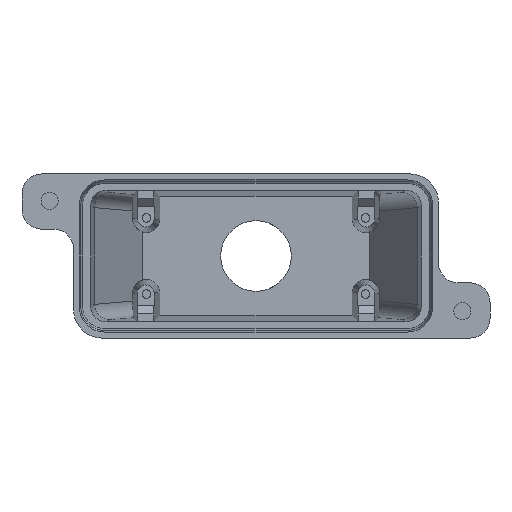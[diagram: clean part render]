
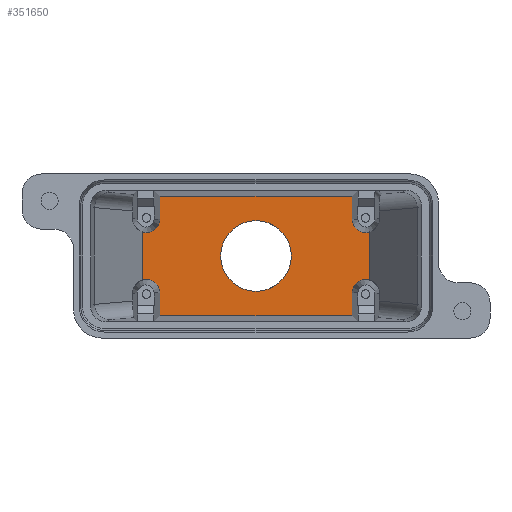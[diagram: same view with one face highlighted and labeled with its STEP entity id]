
A CAD part, front view. The second image highlights one B-rep face of the part: STEP entity #351650.
In plain terms, the highlighted planar face has unit normal (0, -1, 0).
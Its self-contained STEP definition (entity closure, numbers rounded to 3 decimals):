
#340610=CARTESIAN_POINT('',(-57.141,99.294,
-8.1));
#340620=VERTEX_POINT('',#340610);
#340650=CARTESIAN_POINT('',(-126.,99.294,-8.1));
#340660=DIRECTION('',(1.,0.,0.));
#340670=VECTOR('',#340660,1.);
#340680=LINE('',#340650,#340670);
#340690=CARTESIAN_POINT('',(10.911,99.294,-8.1
));
#340700=VERTEX_POINT('',#340690);
#340710=EDGE_CURVE('',#340620,#340700,#340680,.T.);
#342490=CARTESIAN_POINT('',(10.911,99.294,39.));
#342500=DIRECTION('',(0.,0.,1.));
#342510=VECTOR('',#342500,1.);
#342520=LINE('',#342490,#342510);
#342530=CARTESIAN_POINT('',(10.911,99.294,
0.05));
#342540=VERTEX_POINT('',#342530);
#342550=EDGE_CURVE('',#340700,#342540,#342520,.T.);
#342910=CARTESIAN_POINT('',(15.88,99.294,
-0.255));
#342920=DIRECTION('',(0.,1.,0.));
#342930=DIRECTION('',(1.,0.,0.));
#342940=AXIS2_PLACEMENT_3D('',#342910,#342920,#342930);
#342950=CIRCLE('',#342940,4.978);
#342960=CARTESIAN_POINT('',(17.059,99.294,4.582)
);
#342970=VERTEX_POINT('',#342960);
#342980=EDGE_CURVE('',#342540,#342970,#342950,.T.);
#343250=CARTESIAN_POINT('',(17.059,99.294,39.));
#343260=DIRECTION('',(0.,0.,1.));
#343270=VECTOR('',#343260,1.);
#343280=LINE('',#343250,#343270);
#343290=CARTESIAN_POINT('',(17.059,99.294,21.418)
);
#343300=VERTEX_POINT('',#343290);
#343310=EDGE_CURVE('',#342970,#343300,#343280,.T.);
#344770=CARTESIAN_POINT('',(10.911,99.294,34.1)
);
#344780=VERTEX_POINT('',#344770);
#344810=CARTESIAN_POINT('',(-126.,99.294,34.1));
#344820=DIRECTION('',(1.,0.,0.));
#344830=VECTOR('',#344820,1.);
#344840=LINE('',#344810,#344830);
#344850=CARTESIAN_POINT('',(-57.141,99.294,34.1
));
#344860=VERTEX_POINT('',#344850);
#344870=EDGE_CURVE('',#344860,#344780,#344840,.T.);
#345990=CARTESIAN_POINT('',(-63.289,99.294,21.418
));
#346000=VERTEX_POINT('',#345990);
#346030=CARTESIAN_POINT('',(-63.289,99.294,39.));
#346040=DIRECTION('',(0.,0.,1.));
#346050=VECTOR('',#346040,1.);
#346060=LINE('',#346030,#346050);
#346070=CARTESIAN_POINT('',(-63.289,99.294,4.582)
);
#346080=VERTEX_POINT('',#346070);
#346090=EDGE_CURVE('',#346080,#346000,#346060,.T.);
#350920=CARTESIAN_POINT('',(-11.724,99.294,35.397));
#350930=DIRECTION('',(0.,1.,0.));
#350940=DIRECTION('',(-1.,0.,0.));
#350950=AXIS2_PLACEMENT_3D('',#350920,#350930,#350940);
#350960=PLANE('',#350950);
#350970=CARTESIAN_POINT('',(-57.141,99.294,39.));
#350980=DIRECTION('',(0.,0.,1.));
#350990=VECTOR('',#350980,1.);
#351000=LINE('',#350970,#350990);
#351010=CARTESIAN_POINT('',(-57.141,99.294,
0.05));
#351020=VERTEX_POINT('',#351010);
#351030=EDGE_CURVE('',#340620,#351020,#351000,.T.);
#351040=ORIENTED_EDGE('',*,*,#351030,.F.);
#351050=CARTESIAN_POINT('',(-62.11,99.294,
-0.255));
#351060=DIRECTION('',(0.,-1.,0.));
#351070=DIRECTION('',(-1.,0.,0.));
#351080=AXIS2_PLACEMENT_3D('',#351050,#351060,#351070);
#351090=CIRCLE('',#351080,4.978);
#351100=EDGE_CURVE('',#351020,#346080,#351090,.T.);
#351110=ORIENTED_EDGE('',*,*,#351100,.F.);
#351120=ORIENTED_EDGE('',*,*,#346090,.F.);
#351130=CARTESIAN_POINT('',(-62.11,99.294,26.255
));
#351140=DIRECTION('',(0.,1.,0.));
#351150=DIRECTION('',(-1.,0.,0.));
#351160=AXIS2_PLACEMENT_3D('',#351130,#351140,#351150);
#351170=CIRCLE('',#351160,4.978);
#351180=CARTESIAN_POINT('',(-57.141,99.294,25.95
));
#351190=VERTEX_POINT('',#351180);
#351200=EDGE_CURVE('',#351190,#346000,#351170,.T.);
#351210=ORIENTED_EDGE('',*,*,#351200,.T.);
#351220=CARTESIAN_POINT('',(-57.141,99.294,39.));
#351230=DIRECTION('',(0.,0.,-1.));
#351240=VECTOR('',#351230,1.);
#351250=LINE('',#351220,#351240);
#351260=EDGE_CURVE('',#344860,#351190,#351250,.T.);
#351270=ORIENTED_EDGE('',*,*,#351260,.T.);
#351280=ORIENTED_EDGE('',*,*,#344870,.F.);
#351290=CARTESIAN_POINT('',(10.911,99.294,39.));
#351300=DIRECTION('',(0.,0.,-1.));
#351310=VECTOR('',#351300,1.);
#351320=LINE('',#351290,#351310);
#351330=CARTESIAN_POINT('',(10.911,99.294,25.95)
);
#351340=VERTEX_POINT('',#351330);
#351350=EDGE_CURVE('',#344780,#351340,#351320,.T.);
#351360=ORIENTED_EDGE('',*,*,#351350,.F.);
#351370=CARTESIAN_POINT('',(15.88,99.294,26.255)
);
#351380=DIRECTION('',(0.,-1.,0.));
#351390=DIRECTION('',(1.,0.,0.));
#351400=AXIS2_PLACEMENT_3D('',#351370,#351380,#351390);
#351410=CIRCLE('',#351400,4.978);
#351420=EDGE_CURVE('',#351340,#343300,#351410,.T.);
#351430=ORIENTED_EDGE('',*,*,#351420,.F.);
#351440=ORIENTED_EDGE('',*,*,#343310,.T.);
#351450=ORIENTED_EDGE('',*,*,#342980,.T.);
#351460=ORIENTED_EDGE('',*,*,#342550,.T.);
#351470=ORIENTED_EDGE('',*,*,#340710,.T.);
#351480=EDGE_LOOP('',(#351470,#351460,#351450,#351440,#351430,#351360,
#351280,#351270,#351210,#351120,#351110,#351040));
#351490=FACE_OUTER_BOUND('',#351480,.T.);
#351500=CARTESIAN_POINT('',(-23.115,99.294,13.));
#351510=DIRECTION('',(0.,1.,0.));
#351520=DIRECTION('',(-1.,0.,0.));
#351530=AXIS2_PLACEMENT_3D('',#351500,#351510,#351520);
#351540=CIRCLE('',#351530,12.5);
#351550=CARTESIAN_POINT('',(-35.615,99.294,13.));
#351560=VERTEX_POINT('',#351550);
#351570=CARTESIAN_POINT('',(-10.615,99.294,13.));
#351580=VERTEX_POINT('',#351570);
#351590=EDGE_CURVE('',#351560,#351580,#351540,.T.);
#351600=ORIENTED_EDGE('',*,*,#351590,.T.);
#351610=EDGE_CURVE('',#351580,#351560,#351540,.T.);
#351620=ORIENTED_EDGE('',*,*,#351610,.T.);
#351630=EDGE_LOOP('',(#351620,#351600));
#351640=FACE_BOUND('',#351630,.T.);
#351650=ADVANCED_FACE('',(#351490,#351640),#350960,.F.);
